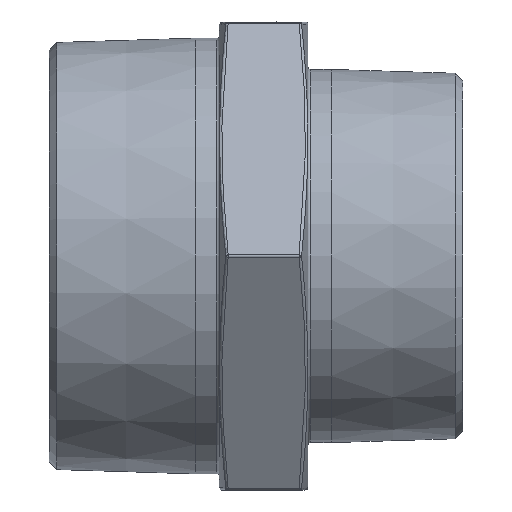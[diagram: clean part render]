
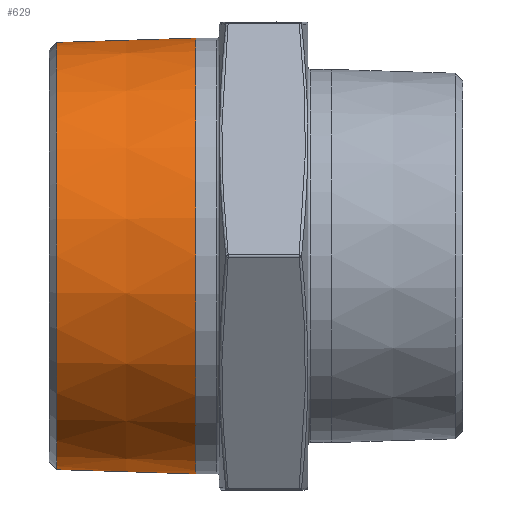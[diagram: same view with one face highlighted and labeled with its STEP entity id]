
A CAD part, front view. The second image highlights one B-rep face of the part: STEP entity #629.
In plain terms, the highlighted conical face has half-angle 1.79 degrees and reference radius 43.942 mm.
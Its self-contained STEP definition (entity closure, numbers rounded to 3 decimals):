
#85 = CONICAL_SURFACE ( 'NONE', #3858, 43.942, 0.031 ) ;
#189 = CIRCLE ( 'NONE', #12950, 43.346 ) ;
#246 = VERTEX_POINT ( 'NONE', #7105 ) ;
#629 = ADVANCED_FACE ( 'NONE', ( #2080, #4199 ), #85, .T. ) ;
#2080 = FACE_BOUND ( 'NONE', #13980, .T. ) ;
#2615 = CARTESIAN_POINT ( 'NONE',  ( 29.8, 0., 44.229 ) ) ;
#3003 = AXIS2_PLACEMENT_3D ( 'NONE', #14494, #13312, #3046 ) ;
#3046 = DIRECTION ( 'NONE',  ( 0., 0., 1. ) ) ;
#3118 = DIRECTION ( 'NONE',  ( 1., 0., 0. ) ) ;
#3858 = AXIS2_PLACEMENT_3D ( 'NONE', #13235, #3118, #6651 ) ;
#3930 = EDGE_LOOP ( 'NONE', ( #5461 ) ) ;
#3971 = DIRECTION ( 'NONE',  ( 1., 0., 0. ) ) ;
#4199 = FACE_OUTER_BOUND ( 'NONE', #3930, .T. ) ;
#5461 = ORIENTED_EDGE ( 'NONE', *, *, #8922, .T. ) ;
#6207 = ORIENTED_EDGE ( 'NONE', *, *, #10452, .T. ) ;
#6651 = DIRECTION ( 'NONE',  ( 0., 0., -1. ) ) ;
#7105 = CARTESIAN_POINT ( 'NONE',  ( 1.527, 0., 43.346 ) ) ;
#8922 = EDGE_CURVE ( 'NONE', #10367, #10367, #12682, .T. ) ;
#10367 = VERTEX_POINT ( 'NONE', #2615 ) ;
#10452 = EDGE_CURVE ( 'NONE', #246, #246, #189, .T. ) ;
#12682 = CIRCLE ( 'NONE', #3003, 44.229 ) ;
#12940 = CARTESIAN_POINT ( 'NONE',  ( 1.527, 0., 0. ) ) ;
#12950 = AXIS2_PLACEMENT_3D ( 'NONE', #12940, #3971, #14266 ) ;
#13235 = CARTESIAN_POINT ( 'NONE',  ( 20.6, 0., 0. ) ) ;
#13312 = DIRECTION ( 'NONE',  ( -1., 0., 0. ) ) ;
#13980 = EDGE_LOOP ( 'NONE', ( #6207 ) ) ;
#14266 = DIRECTION ( 'NONE',  ( 0., 0., 1. ) ) ;
#14494 = CARTESIAN_POINT ( 'NONE',  ( 29.8, 0., 0. ) ) ;
